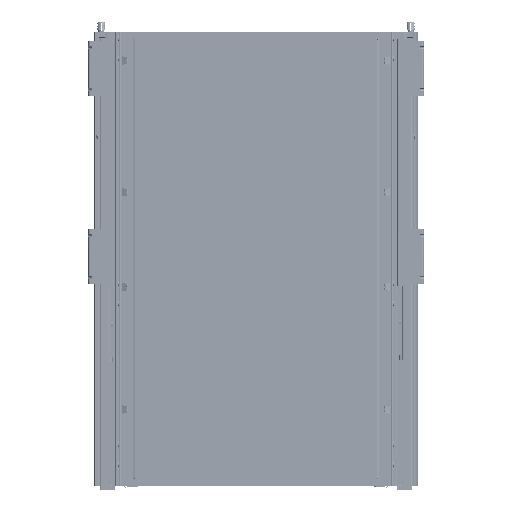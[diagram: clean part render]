
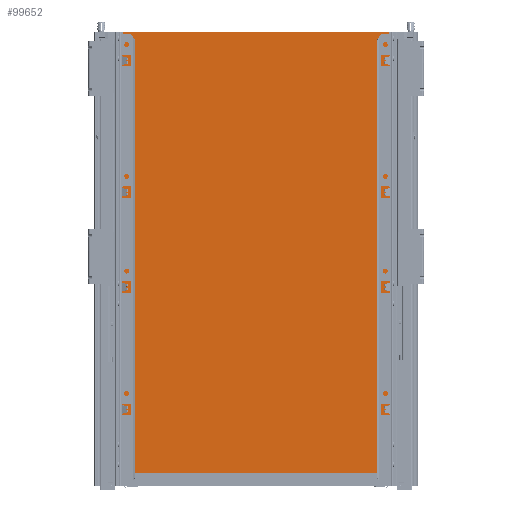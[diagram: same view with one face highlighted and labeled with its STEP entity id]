
A CAD part, front view. The second image highlights one B-rep face of the part: STEP entity #99652.
In plain terms, the highlighted face is planar.
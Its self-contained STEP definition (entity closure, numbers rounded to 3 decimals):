
#11796=FACE_OUTER_BOUND('',#17585,.T.);
#17585=EDGE_LOOP('',(#82884,#82885,#82886,#82887));
#26233=LINE('',#184478,#35939);
#26237=LINE('',#184486,#35943);
#26240=LINE('',#184492,#35946);
#26243=LINE('',#184497,#35949);
#35939=VECTOR('',#131359,10.);
#35943=VECTOR('',#131365,10.);
#35946=VECTOR('',#131370,10.);
#35949=VECTOR('',#131375,10.);
#45157=VERTEX_POINT('',#184476);
#45158=VERTEX_POINT('',#184477);
#45161=VERTEX_POINT('',#184485);
#45163=VERTEX_POINT('',#184491);
#58141=EDGE_CURVE('',#45157,#45158,#26233,.T.);
#58145=EDGE_CURVE('',#45161,#45157,#26237,.T.);
#58148=EDGE_CURVE('',#45163,#45161,#26240,.T.);
#58151=EDGE_CURVE('',#45158,#45163,#26243,.T.);
#82884=ORIENTED_EDGE('',*,*,#58151,.F.);
#82885=ORIENTED_EDGE('',*,*,#58141,.F.);
#82886=ORIENTED_EDGE('',*,*,#58145,.F.);
#82887=ORIENTED_EDGE('',*,*,#58148,.F.);
#93019=PLANE('',#108794);
#99652=ADVANCED_FACE('',(#11796),#93019,.F.);
#108794=AXIS2_PLACEMENT_3D('',#184500,#131379,#131380);
#131359=DIRECTION('',(-1.,0.,0.));
#131365=DIRECTION('',(0.,1.,0.));
#131370=DIRECTION('',(1.,0.,0.));
#131375=DIRECTION('',(0.,-1.,0.));
#131379=DIRECTION('center_axis',(0.,0.,1.));
#131380=DIRECTION('ref_axis',(1.,0.,0.));
#184476=CARTESIAN_POINT('',(162.5,0.,0.));
#184477=CARTESIAN_POINT('',(-162.5,0.,0.));
#184478=CARTESIAN_POINT('',(162.5,0.,0.));
#184485=CARTESIAN_POINT('',(162.5,-526.,0.));
#184486=CARTESIAN_POINT('',(162.5,-526.,0.));
#184491=CARTESIAN_POINT('',(-162.5,-526.,0.));
#184492=CARTESIAN_POINT('',(-162.5,-526.,0.));
#184497=CARTESIAN_POINT('',(-162.5,0.,0.));
#184500=CARTESIAN_POINT('Origin',(0.,-263.,0.));
